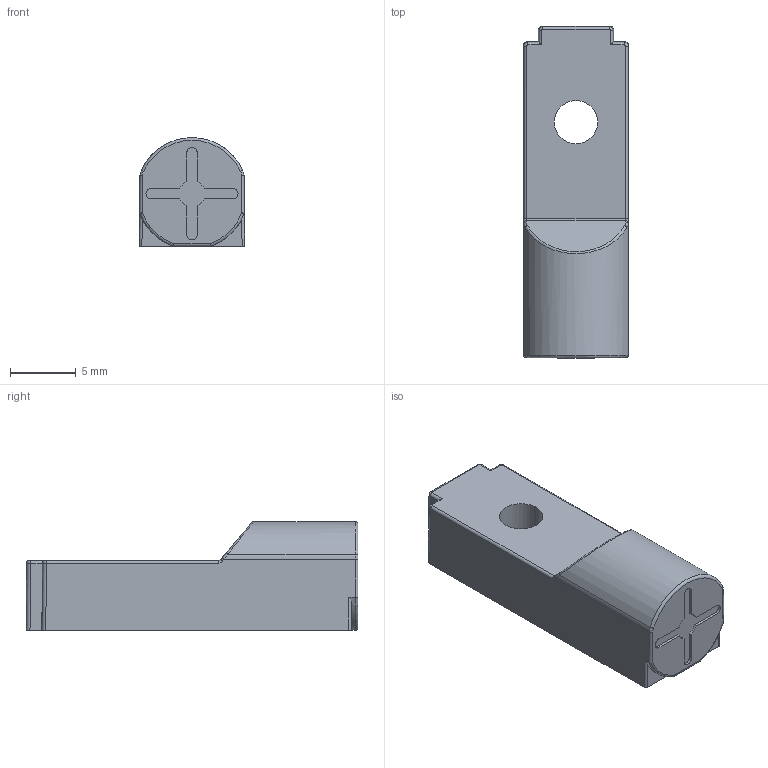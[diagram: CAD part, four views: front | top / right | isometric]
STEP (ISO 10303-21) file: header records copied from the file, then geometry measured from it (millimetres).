
FILE_DESCRIPTION(/* description */ (''),/* implementation_level */ '2;1');
FILE_NAME(/* name */ '220426-QW2.stp',/* time_stamp */ '2022-04-26T20:01:31+08:00',/* author */ (''),/* organization */ (''),/* preprocessor_version */ 'ST-DEVELOPER v11',/* originating_system */ 'SIEMENS UGS NX 6.0',/* authorisation */ '');
FILE_SCHEMA (('CONFIG_CONTROL_DESIGN'));
Length unit declared in the file: millimetre
Products named in the file (1): AdmiAB54w6zt
Bounding box: 8.04 x 25.32 x 8.29 mm (x, y, z)
Volume: 650.1 mm3; surface area: 1600.1 mm2
Topology: 2 solids, 2 shells, 190 faces, 493 edges, 312 vertices
Faces by surface type: plane 111, cylinder 61, revolution 6, torus 5, cone 4, bspline 3
Full cylindrical faces by diameter (mm): 1 x2, 3.317 x2, 4.522 x1, 5.025 x1
Entity records: 6065 total; most frequent: CARTESIAN_POINT 1411, ORIENTED_EDGE 966, DIRECTION 917, EDGE_CURVE 483, LINE 323, VECTOR 323, VERTEX_POINT 308, AXIS2_PLACEMENT_3D 294
